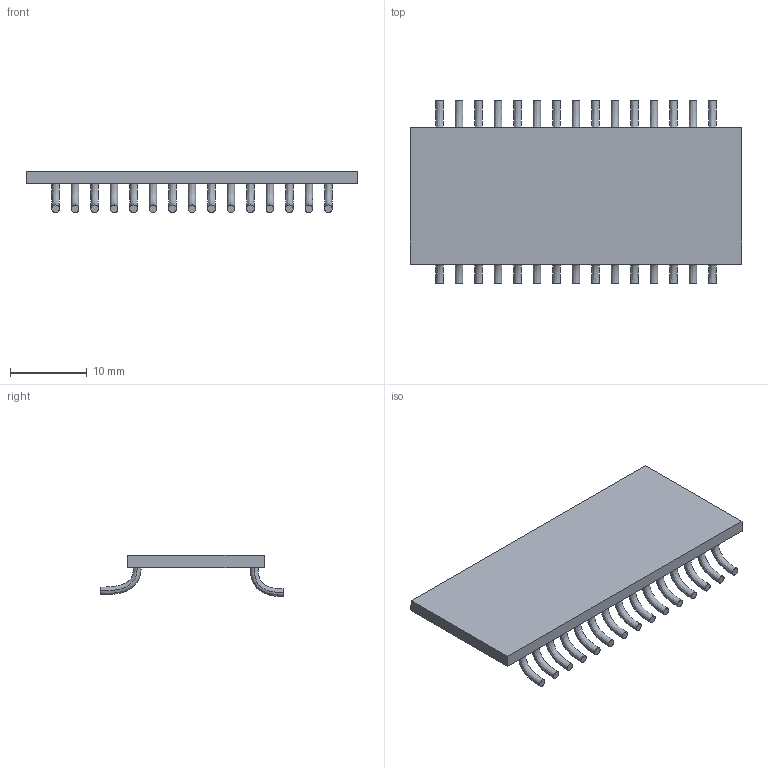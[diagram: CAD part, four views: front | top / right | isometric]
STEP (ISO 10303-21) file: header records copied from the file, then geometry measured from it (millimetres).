
FILE_DESCRIPTION (( 'STEP AP214' ), '1' );
FILE_NAME ('arduino_smd_style.STEP', '2020-11-06T16:51:55', ( '' ), ( '' ), 'SwSTEP 2.0', 'SolidWorks 2020', '' );
FILE_SCHEMA (( 'AUTOMOTIVE_DESIGN' ));
Length unit declared in the file: millimetre
Products named in the file (1): arduino_smd_style
Bounding box: 43.18 x 23.94 x 5.38 mm (x, y, z)
Volume: 1375.4 mm3; surface area: 2315.5 mm2
Topology: 1 solids, 1 shells, 96 faces, 192 edges, 128 vertices
Faces by surface type: bspline 60, plane 36
Entity records: 7090 total; most frequent: CARTESIAN_POINT 5367, ORIENTED_EDGE 384, DIRECTION 266, EDGE_CURVE 192, VERTEX_POINT 128, AXIS2_PLACEMENT_3D 127, EDGE_LOOP 126, ADVANCED_FACE 96
